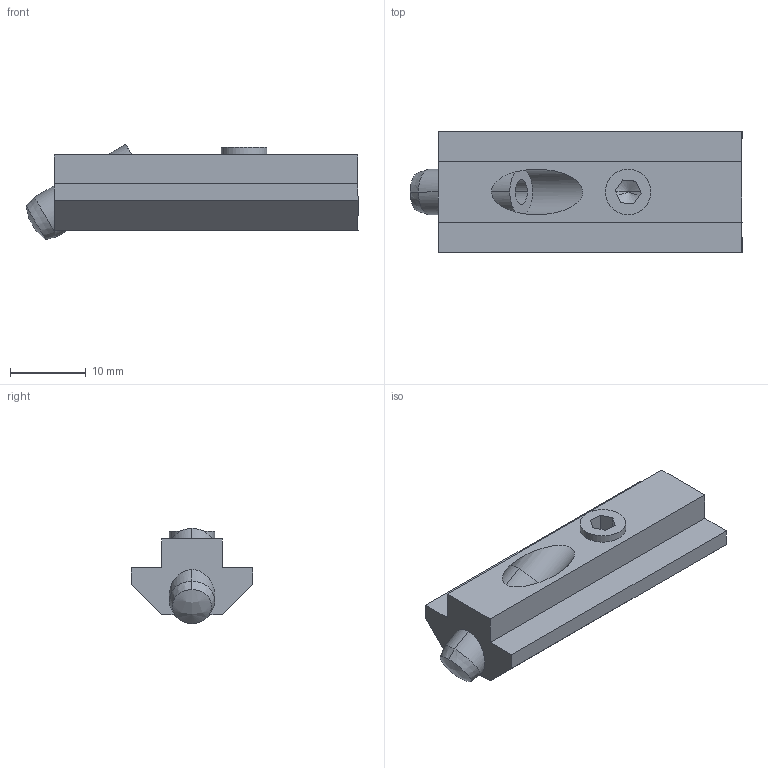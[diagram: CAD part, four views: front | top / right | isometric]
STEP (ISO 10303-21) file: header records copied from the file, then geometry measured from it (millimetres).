
FILE_DESCRIPTION (( 'STEP AP214' ), '1' );
FILE_NAME ('7218400', '2019-02-04T10:14:33', ( '' ), ('JUGARD+KÜNSTNER GmbH'), 'SwSTEP 2.0', 'SolidWorks 2017', '' );
FILE_SCHEMA (( 'AUTOMOTIVE_DESIGN' ));
Length unit declared in the file: millimetre
Products named in the file (1): 7218400_CNAJF00
Bounding box: 43.73 x 16 x 12.55 mm (x, y, z)
Volume: 4470.3 mm3; surface area: 2368.8 mm2
Topology: 1 solids, 1 shells, 42 faces, 96 edges, 56 vertices
Faces by surface type: plane 26, cylinder 9, cone 6, bspline 1
Entity records: 1179 total; most frequent: CARTESIAN_POINT 230, DIRECTION 192, ORIENTED_EDGE 184, EDGE_CURVE 92, AXIS2_PLACEMENT_3D 65, LINE 62, VECTOR 62, VERTEX_POINT 56
